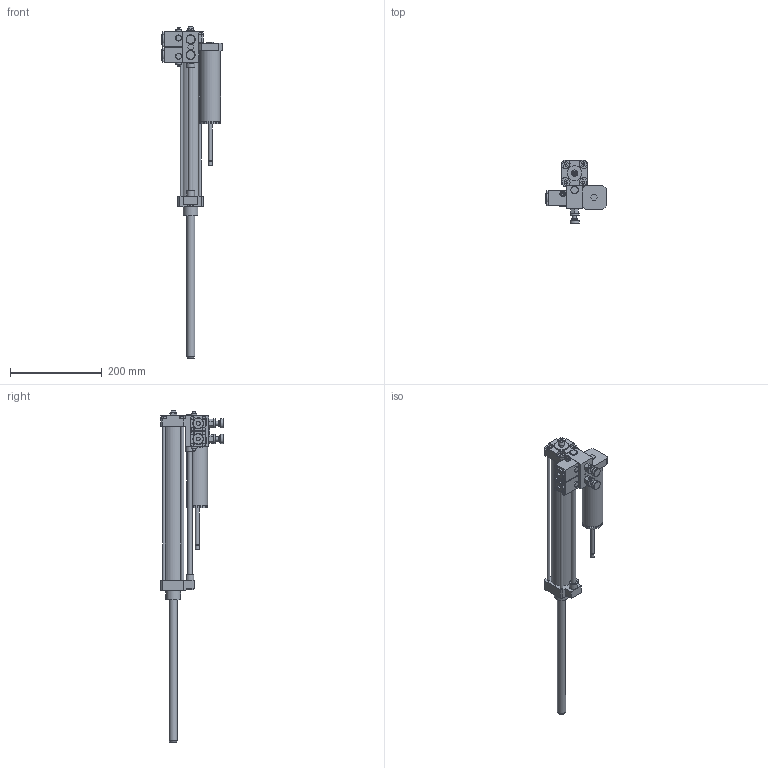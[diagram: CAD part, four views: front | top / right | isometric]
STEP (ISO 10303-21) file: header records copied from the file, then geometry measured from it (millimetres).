
FILE_DESCRIPTION((''),'2;1');
FILE_NAME('1400_40_0300_03_04.iam.stp','2009-04-23T11:22:34',(''),(''),'Autodesk Inventor 2009','Autodesk Inventor 2009','');
FILE_SCHEMA(('AUTOMOTIVE_DESIGN { 1 0 10303 214 1 1 1 1 }'));
Length unit declared in the file: millimetre
Products named in the file (8): 1400_40_0300_03_04; 1400400300D; STELO  C 300; CORPO DR  C300; REGOLATORE DR 1; REGOLATORE DR 2; VAL SK NA SX; VAL SK NA DX
Assembly tree (7 placements, depth 2):
  1400_40_0300_03_04
    1400400300D
    STELO  C 300
    CORPO DR  C300
    REGOLATORE DR 1
    REGOLATORE DR 2
    VAL SK NA SX
    VAL SK NA DX
Bounding box: 131 x 137 x 722 mm (x, y, z)
Volume: 1354166.2 mm3; surface area: 198848.3 mm2
Topology: 7 solids, 7 shells, 318 faces, 711 edges, 457 vertices
Faces by surface type: plane 199, cylinder 51, bspline 45, cone 23
Full cylindrical faces by diameter (mm): 2 x3, 6 x6, 7 x4, 8 x2, 9 x2, 10 x1, 12 x2, 14 x2, 16 x1, 17 x1, 18 x3, 20 x4, 24 x2, 32 x2, 41 x1, 45 x3
Entity records: 9191 total; most frequent: CARTESIAN_POINT 2017, DIRECTION 1347, ORIENTED_EDGE 1232, EDGE_CURVE 616, AXIS2_PLACEMENT_3D 485, EDGE_LOOP 459, VERTEX_POINT 445, VECTOR 377
